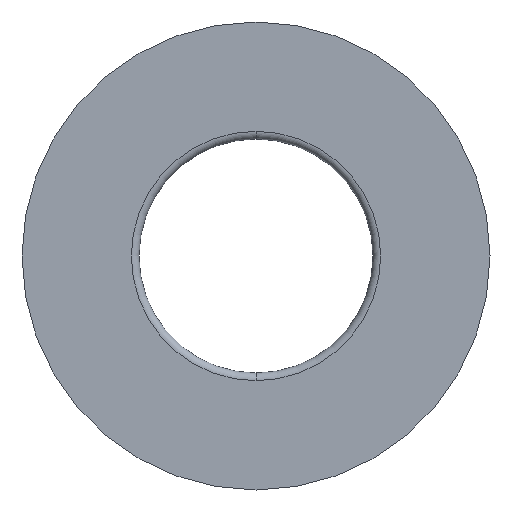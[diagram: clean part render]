
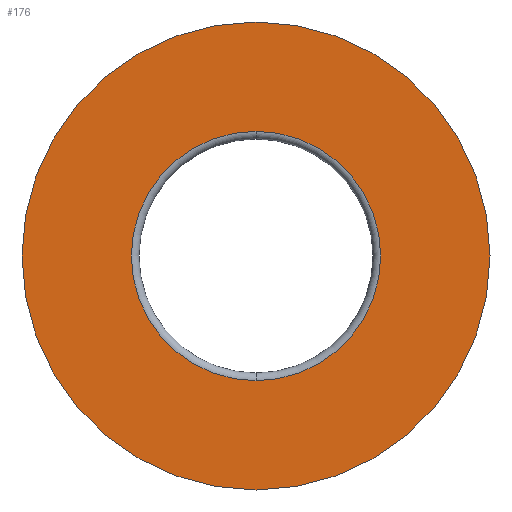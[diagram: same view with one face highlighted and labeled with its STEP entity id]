
A CAD part, front view. The second image highlights one B-rep face of the part: STEP entity #176.
In plain terms, the highlighted planar face has unit normal (0, -1, 0).
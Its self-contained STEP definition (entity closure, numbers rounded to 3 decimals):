
#1 = VERTEX_POINT ( 'NONE', #53 ) ;
#5 = AXIS2_PLACEMENT_3D ( 'NONE', #113, #245, #209 ) ;
#16 = DIRECTION ( 'NONE',  ( 0., 0., 1. ) ) ;
#43 = AXIS2_PLACEMENT_3D ( 'NONE', #416, #106, #237 ) ;
#46 = VERTEX_POINT ( 'NONE', #196 ) ;
#48 = EDGE_CURVE ( 'NONE', #55, #146, #260, .T. ) ;
#50 = ORIENTED_EDGE ( 'NONE', *, *, #167, .T. ) ;
#53 = CARTESIAN_POINT ( 'NONE',  ( 0., 0., 32.5 ) ) ;
#55 = VERTEX_POINT ( 'NONE', #297 ) ;
#59 = CARTESIAN_POINT ( 'NONE',  ( 0., 0., 0. ) ) ;
#81 = FACE_BOUND ( 'NONE', #217, .T. ) ;
#106 = DIRECTION ( 'NONE',  ( 0., 1., 0. ) ) ;
#113 = CARTESIAN_POINT ( 'NONE',  ( 0., 0., 0. ) ) ;
#117 = ORIENTED_EDGE ( 'NONE', *, *, #351, .T. ) ;
#130 = DIRECTION ( 'NONE',  ( 0., 0., -1. ) ) ;
#146 = VERTEX_POINT ( 'NONE', #278 ) ;
#150 = CIRCLE ( 'NONE', #376, 61. ) ;
#167 = EDGE_CURVE ( 'NONE', #46, #1, #410, .T. ) ;
#173 = AXIS2_PLACEMENT_3D ( 'NONE', #59, #185, #326 ) ;
#176 = ADVANCED_FACE ( 'NONE', ( #81, #346 ), #391, .T. ) ;
#185 = DIRECTION ( 'NONE',  ( 0., 1., 0. ) ) ;
#196 = CARTESIAN_POINT ( 'NONE',  ( 0., 0., -32.5 ) ) ;
#209 = DIRECTION ( 'NONE',  ( 0., 0., 1. ) ) ;
#210 = CARTESIAN_POINT ( 'NONE',  ( -61., 0., 0. ) ) ;
#217 = EDGE_LOOP ( 'NONE', ( #117, #50 ) ) ;
#237 = DIRECTION ( 'NONE',  ( 0., 0., 1. ) ) ;
#245 = DIRECTION ( 'NONE',  ( 0., 1., 0. ) ) ;
#260 = CIRCLE ( 'NONE', #173, 61. ) ;
#278 = CARTESIAN_POINT ( 'NONE',  ( 0., 0., 61. ) ) ;
#297 = CARTESIAN_POINT ( 'NONE',  ( 0., 0., -61. ) ) ;
#303 = EDGE_LOOP ( 'NONE', ( #407, #324 ) ) ;
#314 = CARTESIAN_POINT ( 'NONE',  ( 0., 0., 0. ) ) ;
#324 = ORIENTED_EDGE ( 'NONE', *, *, #48, .F. ) ;
#326 = DIRECTION ( 'NONE',  ( 0., 0., 1. ) ) ;
#342 = DIRECTION ( 'NONE',  ( 0., 1., 0. ) ) ;
#346 = FACE_OUTER_BOUND ( 'NONE', #303, .T. ) ;
#347 = DIRECTION ( 'NONE',  ( 0., -1., 0. ) ) ;
#351 = EDGE_CURVE ( 'NONE', #1, #46, #365, .T. ) ;
#365 = CIRCLE ( 'NONE', #43, 32.5 ) ;
#376 = AXIS2_PLACEMENT_3D ( 'NONE', #314, #342, #16 ) ;
#387 = EDGE_CURVE ( 'NONE', #146, #55, #150, .T. ) ;
#391 = PLANE ( 'NONE',  #402 ) ;
#402 = AXIS2_PLACEMENT_3D ( 'NONE', #210, #347, #130 ) ;
#407 = ORIENTED_EDGE ( 'NONE', *, *, #387, .F. ) ;
#410 = CIRCLE ( 'NONE', #5, 32.5 ) ;
#416 = CARTESIAN_POINT ( 'NONE',  ( 0., 0., 0. ) ) ;
